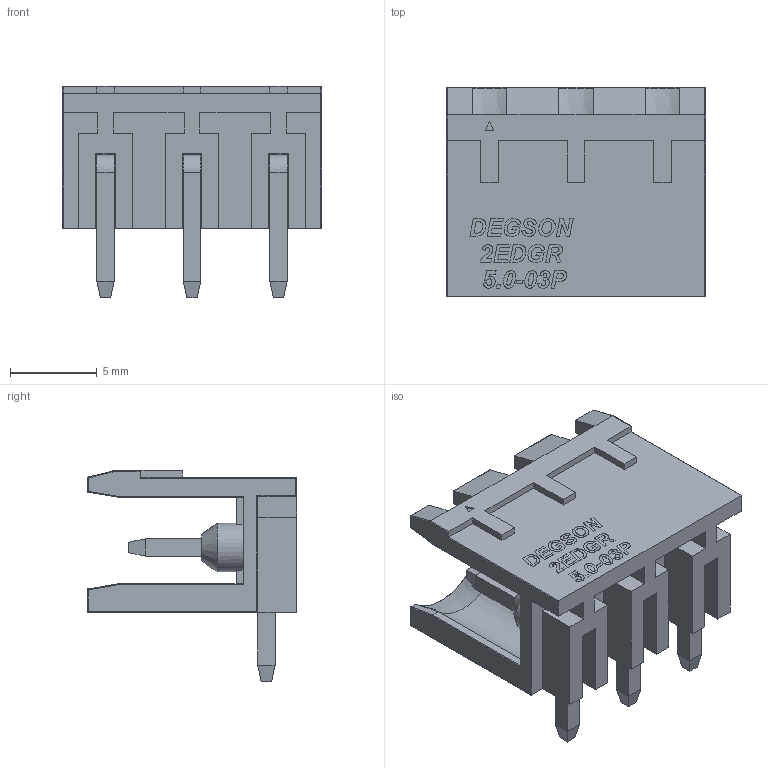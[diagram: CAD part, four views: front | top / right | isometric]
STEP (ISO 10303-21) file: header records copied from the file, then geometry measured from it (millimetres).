
FILE_DESCRIPTION (( 'STEP AP214' ), '1' );
FILE_NAME ('2EDGR-5.0-03P-14-00AH.STEP', '2021-02-12T19:00:21', ( '' ), ( '' ), 'SwSTEP 2.0', 'SolidWorks 2020', '' );
FILE_SCHEMA (( 'AUTOMOTIVE_DESIGN' ));
Length unit declared in the file: millimetre
Products named in the file (1): 2EDGR-5.0-03P-14-00AH
Bounding box: 15 x 12.1 x 12.2 mm (x, y, z)
Volume: 610.9 mm3; surface area: 1302.5 mm2
Topology: 1 solids, 1 shells, 527 faces, 1390 edges, 888 vertices
Faces by surface type: plane 306, bspline 143, cylinder 57, cone 9, torus 6, sphere 6
Entity records: 26706 total; most frequent: CARTESIAN_POINT 11245, ORIENTED_EDGE 2768, DIRECTION 1907, EDGE_CURVE 1384, VECTOR 971, LINE 971, VERTEX_POINT 888, EDGE_LOOP 556
